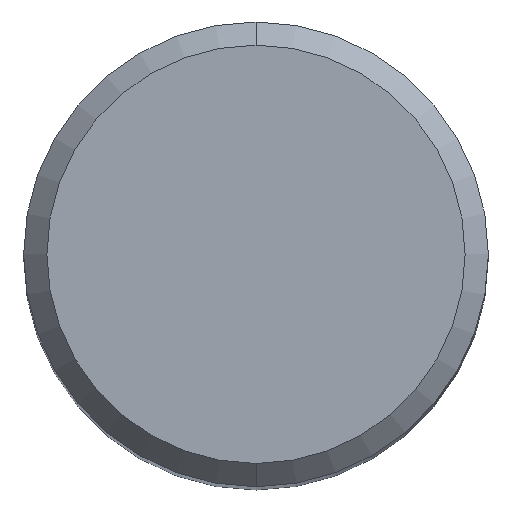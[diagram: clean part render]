
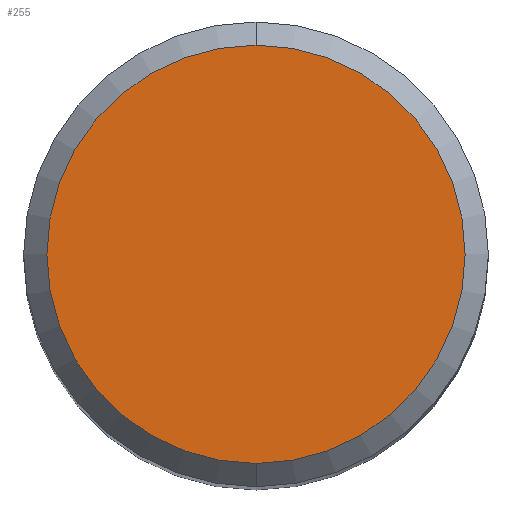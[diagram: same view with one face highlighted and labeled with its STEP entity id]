
A CAD part, top view. The second image highlights one B-rep face of the part: STEP entity #255.
In plain terms, the highlighted planar face has unit normal (0, 0, 1).
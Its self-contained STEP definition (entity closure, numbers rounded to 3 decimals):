
#255=ADVANCED_FACE('',(#567),#568,.T.);
#269=VERTEX_POINT('',#583);
#337=EDGE_CURVE('',#405,#269,#662,.T.);
#405=VERTEX_POINT('',#736);
#421=EDGE_CURVE('',#269,#405,#753,.T.);
#567=FACE_OUTER_BOUND('',#1014,.T.);
#568=PLANE('',#1015);
#583=CARTESIAN_POINT('',(0.0,5.4,0.));
#662=CIRCLE('',#1218,5.4);
#736=CARTESIAN_POINT('',(0.,-5.4,0.));
#753=CIRCLE('',#1413,5.4);
#1014=EDGE_LOOP('',(#1582,#1583));
#1015=AXIS2_PLACEMENT_3D('',#1584,#1585,#1586);
#1218=AXIS2_PLACEMENT_3D('',#1728,#1729,#1730);
#1413=AXIS2_PLACEMENT_3D('',#1816,#1817,#1818);
#1582=ORIENTED_EDGE('',*,*,#421,.F.);
#1583=ORIENTED_EDGE('',*,*,#337,.F.);
#1584=CARTESIAN_POINT('',(0.0,2.7,0.));
#1585=DIRECTION('',(-0.0,0.0,1.0));
#1586=DIRECTION('',(0.0,-1.0,0.0));
#1728=CARTESIAN_POINT('',(0.0,0.0,0.));
#1729=DIRECTION('',(0.0,0.0,-1.0));
#1730=DIRECTION('',(0.0,1.0,0.0));
#1816=CARTESIAN_POINT('',(0.0,0.0,0.));
#1817=DIRECTION('',(0.0,0.0,-1.0));
#1818=DIRECTION('',(0.0,1.0,0.0));
